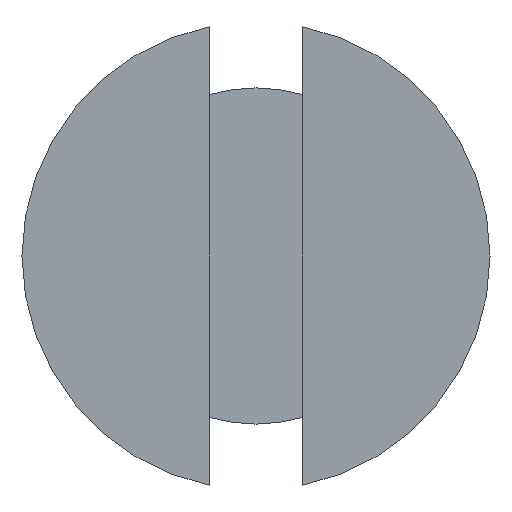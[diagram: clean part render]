
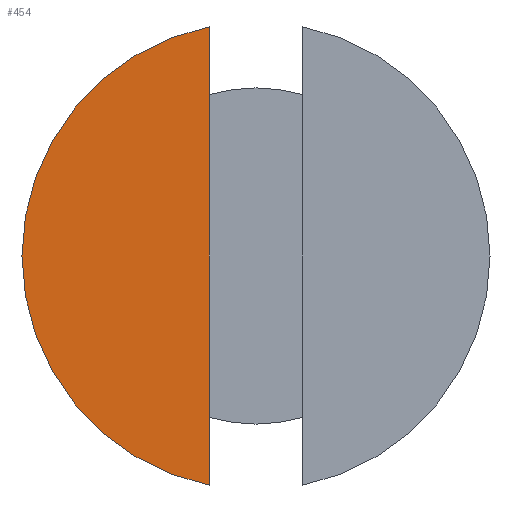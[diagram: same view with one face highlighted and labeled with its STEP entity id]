
A CAD part, left-side view. The second image highlights one B-rep face of the part: STEP entity #454.
In plain terms, the highlighted planar face has unit normal (-1, 0, 0).
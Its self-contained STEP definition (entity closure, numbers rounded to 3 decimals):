
#19=PLANE('',#516);
#52=FACE_OUTER_BOUND('',#78,.T.);
#78=EDGE_LOOP('',(#367,#368));
#102=CIRCLE('',#517,1.15);
#146=LINE('',#1503,#166);
#166=VECTOR('',#600,1000.);
#216=VERTEX_POINT('',#1500);
#217=VERTEX_POINT('',#1501);
#278=EDGE_CURVE('',#216,#217,#102,.T.);
#279=EDGE_CURVE('',#217,#216,#146,.T.);
#367=ORIENTED_EDGE('',*,*,#278,.T.);
#368=ORIENTED_EDGE('',*,*,#279,.T.);
#454=ADVANCED_FACE('',(#52),#19,.F.);
#516=AXIS2_PLACEMENT_3D('',#1499,#596,#597);
#517=AXIS2_PLACEMENT_3D('',#1502,#598,#599);
#596=DIRECTION('center_axis',(1.,0.,0.));
#597=DIRECTION('ref_axis',(0.,1.,0.));
#598=DIRECTION('center_axis',(-1.,0.,0.));
#599=DIRECTION('ref_axis',(0.,-1.,0.));
#600=DIRECTION('',(0.,0.,1.));
#1499=CARTESIAN_POINT('Origin',(-1.5,0.,0.));
#1500=CARTESIAN_POINT('',(-1.5,0.23,1.127));
#1501=CARTESIAN_POINT('',(-1.5,0.23,-1.127));
#1502=CARTESIAN_POINT('Origin',(-1.5,0.,0.));
#1503=CARTESIAN_POINT('',(-1.5,0.23,-1.15));
